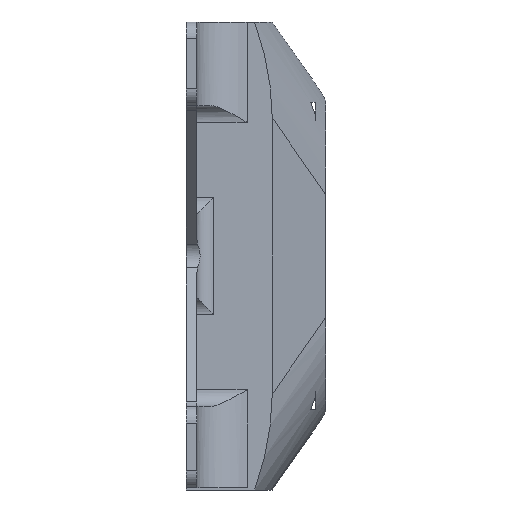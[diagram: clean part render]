
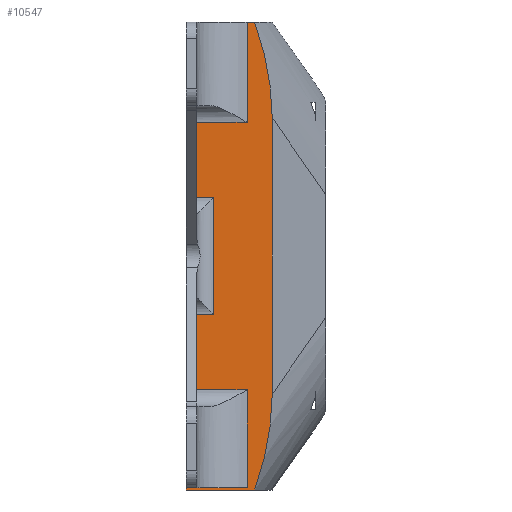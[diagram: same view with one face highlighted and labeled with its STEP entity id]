
A CAD part, left-side view. The second image highlights one B-rep face of the part: STEP entity #10547.
In plain terms, the highlighted planar face has unit normal (-1, 0, 0).
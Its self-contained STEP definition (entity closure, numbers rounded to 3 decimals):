
#803=ELLIPSE('',#11046,78.903,50.);
#804=ELLIPSE('',#11047,78.903,50.);
#928=PLANE('',#11045);
#1353=FACE_OUTER_BOUND('',#1943,.T.);
#1943=EDGE_LOOP('',(#8400,#8401,#8402,#8403,#8404,#8405,#8406,#8407,#8408,
#8409,#8410,#8411,#8412,#8413,#8414,#8415));
#2334=LINE('',#13313,#3346);
#2714=LINE('',#16308,#3726);
#2718=LINE('',#16327,#3730);
#2720=LINE('',#16333,#3732);
#2721=LINE('',#16335,#3733);
#2722=LINE('',#16337,#3734);
#2723=LINE('',#16339,#3735);
#2724=LINE('',#16341,#3736);
#2725=LINE('',#16342,#3737);
#2726=LINE('',#16346,#3738);
#2727=LINE('',#16350,#3739);
#2728=LINE('',#16352,#3740);
#2729=LINE('',#16354,#3741);
#2730=LINE('',#16355,#3742);
#3346=VECTOR('',#11405,10.);
#3726=VECTOR('',#12003,10.);
#3730=VECTOR('',#12029,10.);
#3732=VECTOR('',#12035,10.);
#3733=VECTOR('',#12036,10.);
#3734=VECTOR('',#12037,10.);
#3735=VECTOR('',#12038,10.);
#3736=VECTOR('',#12039,10.);
#3737=VECTOR('',#12040,10.);
#3738=VECTOR('',#12043,10.);
#3739=VECTOR('',#12046,10.);
#3740=VECTOR('',#12047,10.);
#3741=VECTOR('',#12048,10.);
#3742=VECTOR('',#12049,10.);
#4436=VERTEX_POINT('',#13310);
#4437=VERTEX_POINT('',#13312);
#4879=VERTEX_POINT('',#16304);
#4881=VERTEX_POINT('',#16307);
#4885=VERTEX_POINT('',#16326);
#4887=VERTEX_POINT('',#16332);
#4888=VERTEX_POINT('',#16334);
#4889=VERTEX_POINT('',#16336);
#4890=VERTEX_POINT('',#16338);
#4891=VERTEX_POINT('',#16340);
#4892=VERTEX_POINT('',#16343);
#4893=VERTEX_POINT('',#16345);
#4894=VERTEX_POINT('',#16347);
#4895=VERTEX_POINT('',#16349);
#4896=VERTEX_POINT('',#16351);
#4897=VERTEX_POINT('',#16353);
#5506=EDGE_CURVE('',#4436,#4437,#2334,.T.);
#6159=EDGE_CURVE('',#4879,#4881,#2714,.T.);
#6166=EDGE_CURVE('',#4437,#4885,#2718,.T.);
#6169=EDGE_CURVE('',#4887,#4436,#2720,.T.);
#6170=EDGE_CURVE('',#4887,#4888,#2721,.T.);
#6171=EDGE_CURVE('',#4889,#4888,#2722,.T.);
#6172=EDGE_CURVE('',#4890,#4889,#2723,.T.);
#6173=EDGE_CURVE('',#4890,#4891,#2724,.T.);
#6174=EDGE_CURVE('',#4891,#4881,#2725,.T.);
#6175=EDGE_CURVE('',#4892,#4879,#803,.T.);
#6176=EDGE_CURVE('',#4893,#4892,#2726,.T.);
#6177=EDGE_CURVE('',#4894,#4893,#804,.T.);
#6178=EDGE_CURVE('',#4895,#4894,#2727,.T.);
#6179=EDGE_CURVE('',#4896,#4895,#2728,.T.);
#6180=EDGE_CURVE('',#4897,#4896,#2729,.T.);
#6181=EDGE_CURVE('',#4897,#4885,#2730,.T.);
#8400=ORIENTED_EDGE('',*,*,#6169,.F.);
#8401=ORIENTED_EDGE('',*,*,#6170,.T.);
#8402=ORIENTED_EDGE('',*,*,#6171,.F.);
#8403=ORIENTED_EDGE('',*,*,#6172,.F.);
#8404=ORIENTED_EDGE('',*,*,#6173,.T.);
#8405=ORIENTED_EDGE('',*,*,#6174,.T.);
#8406=ORIENTED_EDGE('',*,*,#6159,.F.);
#8407=ORIENTED_EDGE('',*,*,#6175,.F.);
#8408=ORIENTED_EDGE('',*,*,#6176,.F.);
#8409=ORIENTED_EDGE('',*,*,#6177,.F.);
#8410=ORIENTED_EDGE('',*,*,#6178,.F.);
#8411=ORIENTED_EDGE('',*,*,#6179,.F.);
#8412=ORIENTED_EDGE('',*,*,#6180,.F.);
#8413=ORIENTED_EDGE('',*,*,#6181,.T.);
#8414=ORIENTED_EDGE('',*,*,#6166,.F.);
#8415=ORIENTED_EDGE('',*,*,#5506,.F.);
#10547=ADVANCED_FACE('',(#1353),#928,.T.);
#11045=AXIS2_PLACEMENT_3D('',#16331,#12033,#12034);
#11046=AXIS2_PLACEMENT_3D('',#16344,#12041,#12042);
#11047=AXIS2_PLACEMENT_3D('',#16348,#12044,#12045);
#11405=DIRECTION('',(0.,0.,1.));
#12003=DIRECTION('',(0.,1.,0.));
#12029=DIRECTION('',(0.,1.,0.));
#12033=DIRECTION('center_axis',(-1.,0.,0.));
#12034=DIRECTION('ref_axis',(0.,-1.,0.));
#12035=DIRECTION('',(0.,-1.,0.));
#12036=DIRECTION('',(0.,0.,-1.));
#12037=DIRECTION('',(0.,1.,0.));
#12038=DIRECTION('',(0.,0.,1.));
#12039=DIRECTION('',(0.,1.,0.));
#12040=DIRECTION('',(0.,0.,-1.));
#12041=DIRECTION('center_axis',(1.,0.,0.));
#12042=DIRECTION('ref_axis',(0.,-0.574,0.819));
#12043=DIRECTION('',(0.,0.,-1.));
#12044=DIRECTION('center_axis',(1.,0.,0.));
#12045=DIRECTION('ref_axis',(0.,-0.574,-0.819));
#12046=DIRECTION('',(0.,-1.,0.));
#12047=DIRECTION('',(0.,0.,1.));
#12048=DIRECTION('',(0.,-1.,0.));
#12049=DIRECTION('',(0.,0.,-1.));
#13310=CARTESIAN_POINT('',(-45.,1.55,28.446));
#13312=CARTESIAN_POINT('',(-45.,1.55,63.554));
#13313=CARTESIAN_POINT('',(-45.,1.55,-5.565));
#16304=CARTESIAN_POINT('',(-45.,-10.704,-24.));
#16307=CARTESIAN_POINT('',(-45.,9.75,-24.));
#16308=CARTESIAN_POINT('',(-45.,-45.,-24.));
#16326=CARTESIAN_POINT('',(-45.,9.75,63.554));
#16327=CARTESIAN_POINT('',(-45.,14.75,63.554));
#16331=CARTESIAN_POINT('Origin',(-45.,19.75,0.));
#16332=CARTESIAN_POINT('',(-45.,9.75,28.446));
#16333=CARTESIAN_POINT('',(-45.,14.75,28.446));
#16334=CARTESIAN_POINT('',(-45.,9.75,6.));
#16335=CARTESIAN_POINT('',(-45.,9.75,88.));
#16336=CARTESIAN_POINT('',(-45.,-8.45,6.));
#16337=CARTESIAN_POINT('',(-45.,14.75,6.));
#16338=CARTESIAN_POINT('',(-45.,-8.45,-23.261));
#16339=CARTESIAN_POINT('',(-45.,-8.45,-5.565));
#16340=CARTESIAN_POINT('',(-45.,9.75,-23.261));
#16341=CARTESIAN_POINT('',(-45.,14.75,-23.261));
#16342=CARTESIAN_POINT('',(-45.,9.75,88.));
#16343=CARTESIAN_POINT('',(-45.,-15.95,4.679));
#16344=CARTESIAN_POINT('Origin',(-45.,45.089,-24.));
#16345=CARTESIAN_POINT('',(-45.,-15.95,87.321));
#16346=CARTESIAN_POINT('',(-45.,-15.95,23.));
#16347=CARTESIAN_POINT('',(-45.,-10.704,116.));
#16348=CARTESIAN_POINT('Origin',(-45.,45.089,116.));
#16349=CARTESIAN_POINT('',(-45.,-8.45,116.));
#16350=CARTESIAN_POINT('',(-45.,-27.95,116.));
#16351=CARTESIAN_POINT('',(-45.,-8.45,86.));
#16352=CARTESIAN_POINT('',(-45.,-8.45,51.75));
#16353=CARTESIAN_POINT('',(-45.,9.75,86.));
#16354=CARTESIAN_POINT('',(-45.,14.75,86.));
#16355=CARTESIAN_POINT('',(-45.,9.75,88.));
